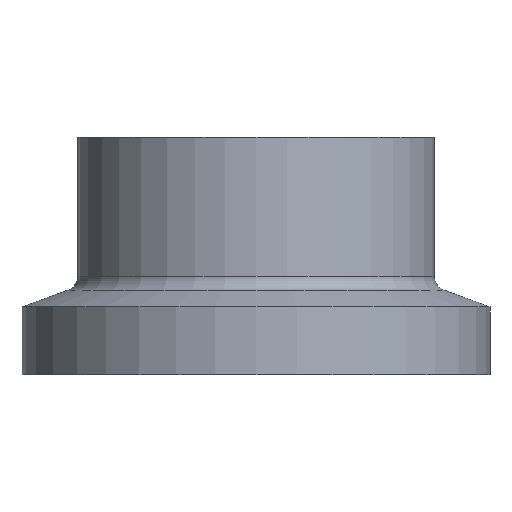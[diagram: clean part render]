
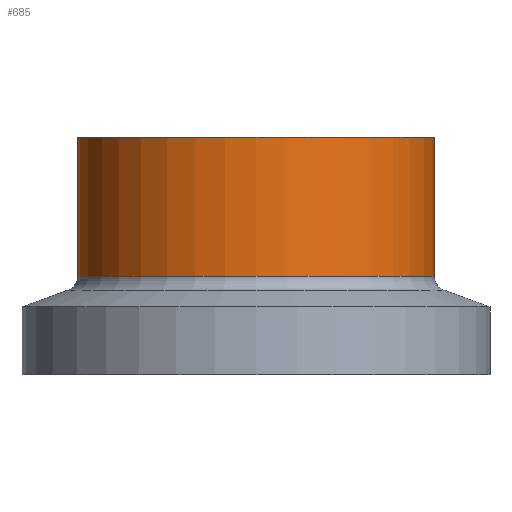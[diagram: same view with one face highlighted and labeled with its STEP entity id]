
A CAD part, front view. The second image highlights one B-rep face of the part: STEP entity #685.
In plain terms, the highlighted cylindrical face has radius 9.525 mm (diameter 19.05 mm), a partial arc.
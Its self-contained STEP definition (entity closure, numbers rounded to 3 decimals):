
#51 = CARTESIAN_POINT ( 'NONE',  ( -0.001, 0., -0.809 ) ) ;
#61 = CARTESIAN_POINT ( 'NONE',  ( 9.524, 0., 0.285 ) ) ;
#71 = AXIS2_PLACEMENT_3D ( 'NONE', #140, #100, #578 ) ;
#80 = EDGE_CURVE ( 'NONE', #473, #652, #497, .T. ) ;
#100 = DIRECTION ( 'NONE',  ( 0., 0., 1. ) ) ;
#140 = CARTESIAN_POINT ( 'NONE',  ( -0.001, 0., 0.285 ) ) ;
#147 = ORIENTED_EDGE ( 'NONE', *, *, #611, .F. ) ;
#195 = EDGE_CURVE ( 'NONE', #533, #453, #644, .T. ) ;
#202 = CARTESIAN_POINT ( 'NONE',  ( -9.526, 0., 0.285 ) ) ;
#301 = CARTESIAN_POINT ( 'NONE',  ( -0.001, 0., -7.151 ) ) ;
#345 = CARTESIAN_POINT ( 'NONE',  ( 9.524, 0., -7.151 ) ) ;
#351 = DIRECTION ( 'NONE',  ( 0., 0., 1. ) ) ;
#381 = DIRECTION ( 'NONE',  ( 0., 0., 1. ) ) ;
#392 = CARTESIAN_POINT ( 'NONE',  ( -9.526, 0., -7.151 ) ) ;
#395 = DIRECTION ( 'NONE',  ( 1., 0., 0. ) ) ;
#406 = FACE_OUTER_BOUND ( 'NONE', #542, .T. ) ;
#452 = VECTOR ( 'NONE', #569, 1000. ) ;
#453 = VERTEX_POINT ( 'NONE', #61 ) ;
#463 = CYLINDRICAL_SURFACE ( 'NONE', #577, 9.525 ) ;
#466 = EDGE_CURVE ( 'NONE', #473, #533, #645, .T. ) ;
#473 = VERTEX_POINT ( 'NONE', #392 ) ;
#489 = ORIENTED_EDGE ( 'NONE', *, *, #466, .T. ) ;
#497 = LINE ( 'NONE', #510, #452 ) ;
#500 = AXIS2_PLACEMENT_3D ( 'NONE', #301, #351, #395 ) ;
#505 = CARTESIAN_POINT ( 'NONE',  ( 9.524, 0., -0.809 ) ) ;
#510 = CARTESIAN_POINT ( 'NONE',  ( -9.526, 0., -0.809 ) ) ;
#533 = VERTEX_POINT ( 'NONE', #345 ) ;
#536 = DIRECTION ( 'NONE',  ( 1., 0., 0. ) ) ;
#542 = EDGE_LOOP ( 'NONE', ( #649, #489, #681, #147 ) ) ;
#554 = DIRECTION ( 'NONE',  ( 0., 0., 1. ) ) ;
#569 = DIRECTION ( 'NONE',  ( 0., 0., 1. ) ) ;
#577 = AXIS2_PLACEMENT_3D ( 'NONE', #51, #381, #536 ) ;
#578 = DIRECTION ( 'NONE',  ( 1., 0., 0. ) ) ;
#611 = EDGE_CURVE ( 'NONE', #652, #453, #665, .T. ) ;
#625 = VECTOR ( 'NONE', #554, 1000. ) ;
#644 = LINE ( 'NONE', #505, #625 ) ;
#645 = CIRCLE ( 'NONE', #500, 9.525 ) ;
#649 = ORIENTED_EDGE ( 'NONE', *, *, #80, .F. ) ;
#652 = VERTEX_POINT ( 'NONE', #202 ) ;
#665 = CIRCLE ( 'NONE', #71, 9.525 ) ;
#681 = ORIENTED_EDGE ( 'NONE', *, *, #195, .T. ) ;
#685 = ADVANCED_FACE ( 'NONE', ( #406 ), #463, .T. ) ;
